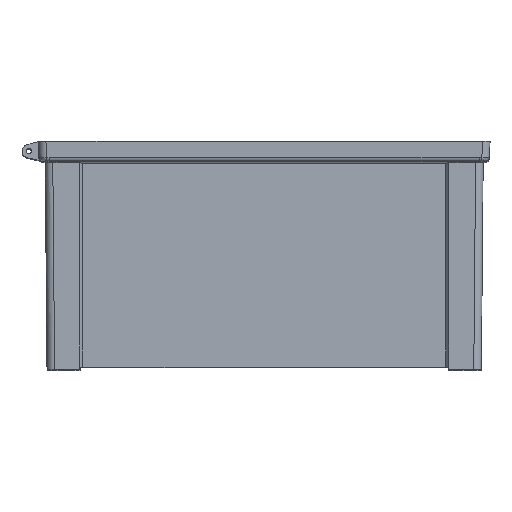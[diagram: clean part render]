
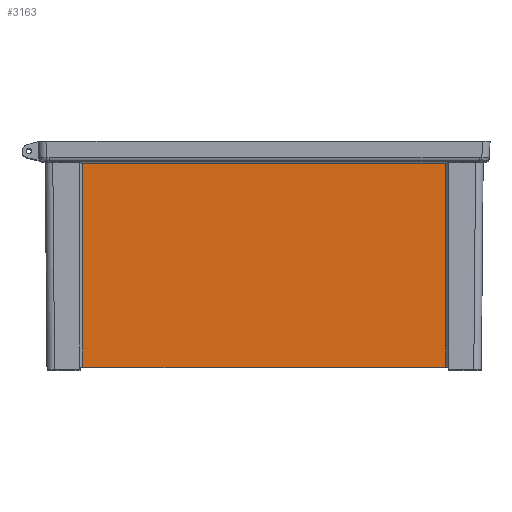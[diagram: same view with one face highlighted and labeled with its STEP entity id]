
A CAD part, top view. The second image highlights one B-rep face of the part: STEP entity #3163.
In plain terms, the highlighted planar face has unit normal (0, -0.009, 1).
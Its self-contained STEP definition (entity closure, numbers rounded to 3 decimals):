
#1069 = VECTOR ( 'NONE', #18847, 1000. ) ;
#1869 = EDGE_CURVE ( 'NONE', #12641, #13104, #6321, .T. ) ;
#2271 = VECTOR ( 'NONE', #14172, 1000. ) ;
#2630 = CARTESIAN_POINT ( 'NONE',  ( 131.762, -164., 180.65 ) ) ;
#3009 = CARTESIAN_POINT ( 'NONE',  ( -157., -164., 180.65 ) ) ;
#3163 = ADVANCED_FACE ( 'NONE', ( #6810 ), #5671, .T. ) ;
#3363 = VERTEX_POINT ( 'NONE', #20594 ) ;
#3758 = EDGE_CURVE ( 'NONE', #3363, #12641, #7062, .T. ) ;
#4521 = VECTOR ( 'NONE', #8744, 1000. ) ;
#5671 = PLANE ( 'NONE',  #13847 ) ;
#6321 = LINE ( 'NONE', #15042, #8354 ) ;
#6779 = CARTESIAN_POINT ( 'NONE',  ( -131.898, -16.007, 181.941 ) ) ;
#6810 = FACE_OUTER_BOUND ( 'NONE', #15012, .T. ) ;
#6842 = ORIENTED_EDGE ( 'NONE', *, *, #1869, .T. ) ;
#7054 = DIRECTION ( 'NONE',  ( 0.001, -1., -0.009 ) ) ;
#7062 = LINE ( 'NONE', #11874, #4521 ) ;
#7350 = LINE ( 'NONE', #3009, #1069 ) ;
#8354 = VECTOR ( 'NONE', #7054, 1000. ) ;
#8437 = CARTESIAN_POINT ( 'NONE',  ( -131.762, -164., 180.65 ) ) ;
#8459 = ORIENTED_EDGE ( 'NONE', *, *, #3758, .T. ) ;
#8744 = DIRECTION ( 'NONE',  ( -1., 0., 0. ) ) ;
#10597 = DIRECTION ( 'NONE',  ( 0., -1., -0.009 ) ) ;
#10679 = DIRECTION ( 'NONE',  ( 0., -0.009, 1. ) ) ;
#11113 = VERTEX_POINT ( 'NONE', #2630 ) ;
#11874 = CARTESIAN_POINT ( 'NONE',  ( -157., -16.007, 181.941 ) ) ;
#12104 = LINE ( 'NONE', #20573, #2271 ) ;
#12641 = VERTEX_POINT ( 'NONE', #6779 ) ;
#12901 = EDGE_CURVE ( 'NONE', #11113, #3363, #12104, .T. ) ;
#13104 = VERTEX_POINT ( 'NONE', #8437 ) ;
#13452 = ORIENTED_EDGE ( 'NONE', *, *, #18384, .F. ) ;
#13847 = AXIS2_PLACEMENT_3D ( 'NONE', #16932, #10679, #10597 ) ;
#14172 = DIRECTION ( 'NONE',  ( 0.001, 1., 0.009 ) ) ;
#15012 = EDGE_LOOP ( 'NONE', ( #16926, #8459, #6842, #13452 ) ) ;
#15042 = CARTESIAN_POINT ( 'NONE',  ( -590.528, 500000.025, 4545.515 ) ) ;
#16926 = ORIENTED_EDGE ( 'NONE', *, *, #12901, .T. ) ;
#16932 = CARTESIAN_POINT ( 'NONE',  ( -157., -16.007, 181.941 ) ) ;
#18384 = EDGE_CURVE ( 'NONE', #11113, #13104, #7350, .T. ) ;
#18847 = DIRECTION ( 'NONE',  ( -1., 0., 0. ) ) ;
#20573 = CARTESIAN_POINT ( 'NONE',  ( 590.528, 499999.963, 4545.514 ) ) ;
#20594 = CARTESIAN_POINT ( 'NONE',  ( 131.898, -16.007, 181.941 ) ) ;
